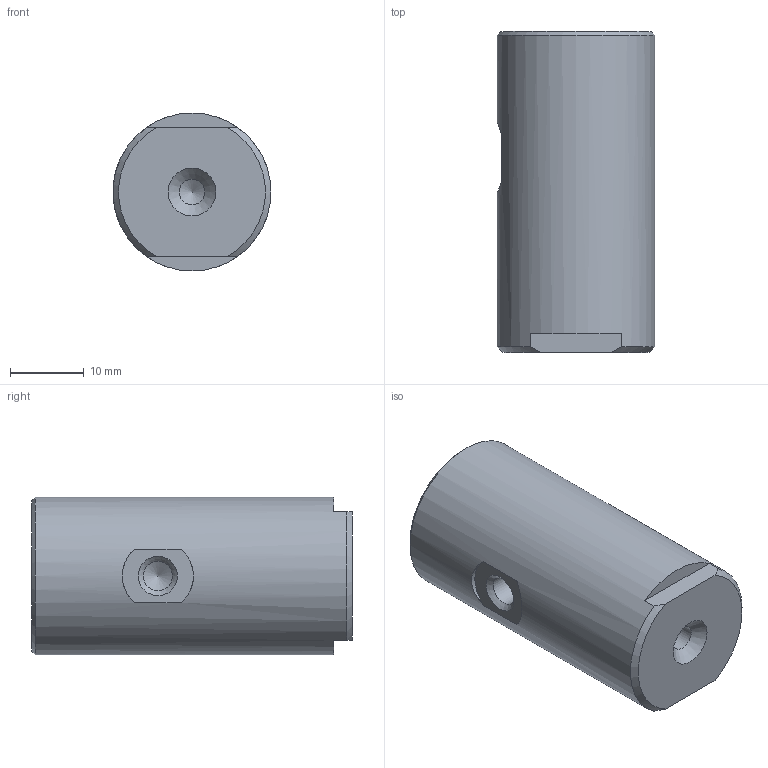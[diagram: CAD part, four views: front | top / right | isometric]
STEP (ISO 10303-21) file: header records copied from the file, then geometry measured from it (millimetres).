
FILE_DESCRIPTION(/* description */ (''),/* implementation_level */ '2;1');
FILE_NAME(/* name */ 'FE001-002.stp',/* time_stamp */ '2016-05-16T15:25:23-05:00',/* author */ ('scottg'),/* organization */ ('FasTest,Inc.'),/* preprocessor_version */ 'ST-DEVELOPER v16.1',/* originating_system */ 'Autodesk Inventor 2016',/* authorisation */ '');
FILE_SCHEMA (('AUTOMOTIVE_DESIGN { 1 0 10303 214 3 1 1 }'));
Length unit declared in the file: inch
Products named in the file (1): FE001-002
Bounding box: 21.44 x 43.56 x 21.44 mm (x, y, z)
Volume: 14582.2 mm3; surface area: 4223.1 mm2
Topology: 1 solids, 1 shells, 28 faces, 67 edges, 43 vertices
Faces by surface type: cone 12, cylinder 8, plane 8
Full cylindrical faces by diameter (mm): 2.159 x2, 3.454 x1, 3.962 x1, 7.95 x1, 21.438 x1
Entity records: 723 total; most frequent: CARTESIAN_POINT 143, DIRECTION 118, ORIENTED_EDGE 86, AXIS2_PLACEMENT_3D 54, EDGE_LOOP 46, EDGE_CURVE 43, VERTEX_POINT 35, FACE_OUTER_BOUND 28
